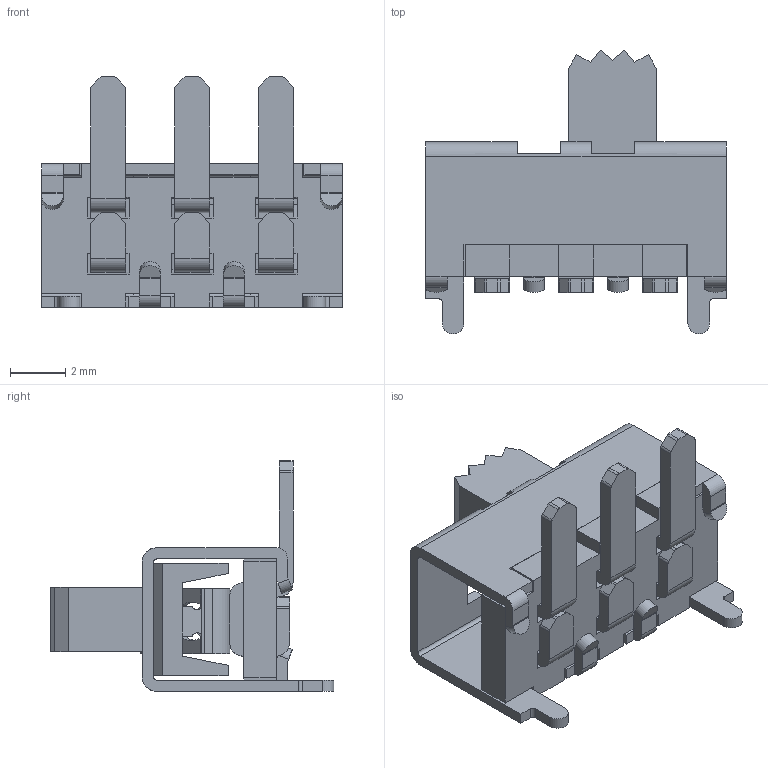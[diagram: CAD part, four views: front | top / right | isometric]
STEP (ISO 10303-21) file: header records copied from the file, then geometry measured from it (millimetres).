
FILE_DESCRIPTION(/* description */ (''),/* implementation_level */ '2;1');
FILE_NAME(/* name */ 'GS-100-0000 Model.stp',/* time_stamp */ '2023-11-03T14:12:48-04:00',/* author */ ('dwiltbank'),/* organization */ (''),/* preprocessor_version */ 'ST-DEVELOPER v19.2',/* originating_system */ 'Autodesk Inventor 2024',/* authorisation */ '');
FILE_SCHEMA (('AUTOMOTIVE_DESIGN { 1 0 10303 214 3 1 1 }'));
Length unit declared in the file: inch
Products named in the file (1): GS-100-0000_Simplify_1
Bounding box: 10.92 x 10.29 x 8.37 mm (x, y, z)
Volume: 194.8 mm3; surface area: 773.7 mm2
Topology: 1 solids, 1 shells, 385 faces, 1228 edges, 804 vertices
Faces by surface type: plane 285, cylinder 100
Full cylindrical faces by diameter (mm): 1.524 x2
Entity records: 14090 total; most frequent: CARTESIAN_POINT 2508, ORIENTED_EDGE 2456, DIRECTION 2221, EDGE_CURVE 1228, LINE 979, VECTOR 979, VERTEX_POINT 804, AXIS2_PLACEMENT_3D 621
